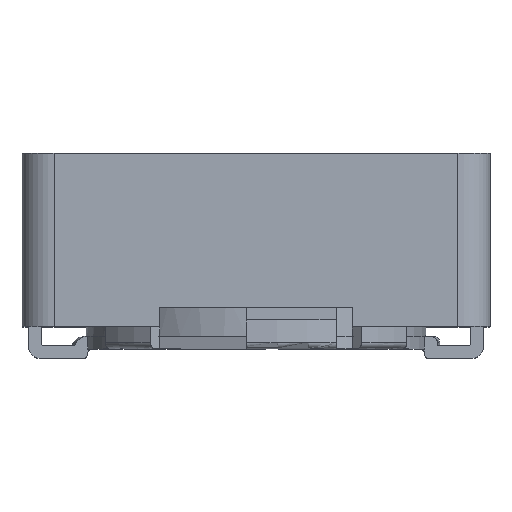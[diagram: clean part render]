
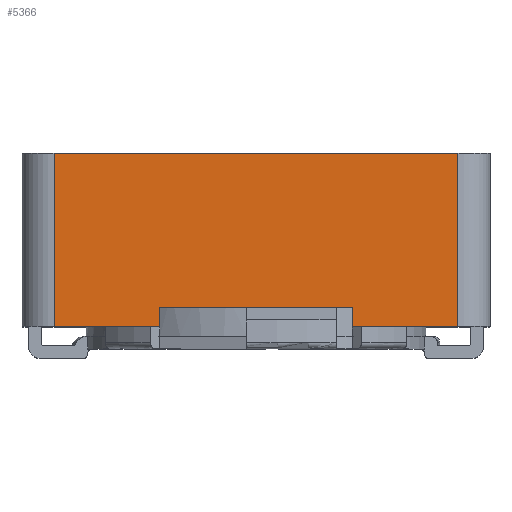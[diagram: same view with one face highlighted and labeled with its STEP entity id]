
A CAD part, top view. The second image highlights one B-rep face of the part: STEP entity #5366.
In plain terms, the highlighted planar face has unit normal (0, 0, 1).
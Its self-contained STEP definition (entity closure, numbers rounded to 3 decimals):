
#73 = VECTOR ( 'NONE', #6772, 1000. ) ;
#122 = CARTESIAN_POINT ( 'NONE',  ( 3.15, 0.15, 3.65 ) ) ;
#186 = ORIENTED_EDGE ( 'NONE', *, *, #3946, .T. ) ;
#402 = PLANE ( 'NONE',  #6702 ) ;
#564 = DIRECTION ( 'NONE',  ( 1., 0., 0. ) ) ;
#809 = DIRECTION ( 'NONE',  ( 0., -1., 0. ) ) ;
#920 = ORIENTED_EDGE ( 'NONE', *, *, #2725, .T. ) ;
#1067 = DIRECTION ( 'NONE',  ( 0., -1., 0. ) ) ;
#1137 = VECTOR ( 'NONE', #4487, 1000. ) ;
#1312 = CARTESIAN_POINT ( 'NONE',  ( -1.5, 0.45, 3.65 ) ) ;
#1518 = CARTESIAN_POINT ( 'NONE',  ( -3.15, 0.15, 3.65 ) ) ;
#1603 = VECTOR ( 'NONE', #564, 1000. ) ;
#1699 = EDGE_CURVE ( 'NONE', #2108, #9082, #2959, .T. ) ;
#1763 = CARTESIAN_POINT ( 'NONE',  ( -1.5, 0.45, 3.65 ) ) ;
#1824 = ORIENTED_EDGE ( 'NONE', *, *, #1699, .T. ) ;
#1828 = EDGE_CURVE ( 'NONE', #5152, #3155, #4447, .T. ) ;
#1840 = VECTOR ( 'NONE', #2506, 1000. ) ;
#1876 = EDGE_CURVE ( 'NONE', #4420, #5152, #7969, .T. ) ;
#2015 = CARTESIAN_POINT ( 'NONE',  ( 1.5, 0.45, 3.65 ) ) ;
#2108 = VERTEX_POINT ( 'NONE', #6805 ) ;
#2454 = LINE ( 'NONE', #1518, #1603 ) ;
#2506 = DIRECTION ( 'NONE',  ( 1., 0., 0. ) ) ;
#2717 = LINE ( 'NONE', #1763, #3943 ) ;
#2725 = EDGE_CURVE ( 'NONE', #9082, #3454, #2454, .T. ) ;
#2780 = ORIENTED_EDGE ( 'NONE', *, *, #1876, .F. ) ;
#2959 = LINE ( 'NONE', #2015, #3456 ) ;
#3155 = VERTEX_POINT ( 'NONE', #6593 ) ;
#3204 = DIRECTION ( 'NONE',  ( 0., 1., 0. ) ) ;
#3417 = CARTESIAN_POINT ( 'NONE',  ( -1.5, 0.15, 3.65 ) ) ;
#3454 = VERTEX_POINT ( 'NONE', #122 ) ;
#3456 = VECTOR ( 'NONE', #1067, 1000. ) ;
#3474 = CARTESIAN_POINT ( 'NONE',  ( -3.15, 2.85, 3.65 ) ) ;
#3943 = VECTOR ( 'NONE', #809, 1000. ) ;
#3946 = EDGE_CURVE ( 'NONE', #3454, #3155, #5180, .T. ) ;
#3990 = EDGE_CURVE ( 'NONE', #4420, #8491, #8730, .T. ) ;
#4193 = CARTESIAN_POINT ( 'NONE',  ( 3.15, 0.15, 3.65 ) ) ;
#4420 = VERTEX_POINT ( 'NONE', #6656 ) ;
#4447 = LINE ( 'NONE', #3474, #1840 ) ;
#4487 = DIRECTION ( 'NONE',  ( -1., 0., 0. ) ) ;
#4742 = CARTESIAN_POINT ( 'NONE',  ( 1.5, 0.15, 3.65 ) ) ;
#4749 = ORIENTED_EDGE ( 'NONE', *, *, #1828, .F. ) ;
#4850 = ORIENTED_EDGE ( 'NONE', *, *, #9095, .F. ) ;
#5152 = VERTEX_POINT ( 'NONE', #6322 ) ;
#5180 = LINE ( 'NONE', #4193, #8781 ) ;
#5366 = ADVANCED_FACE ( 'NONE', ( #5488 ), #402, .T. ) ;
#5482 = CARTESIAN_POINT ( 'NONE',  ( 1.5, 0.45, 3.65 ) ) ;
#5488 = FACE_OUTER_BOUND ( 'NONE', #6452, .T. ) ;
#5702 = VECTOR ( 'NONE', #6004, 1000. ) ;
#5937 = ORIENTED_EDGE ( 'NONE', *, *, #7495, .F. ) ;
#5965 = DIRECTION ( 'NONE',  ( 1., 0., 0. ) ) ;
#6004 = DIRECTION ( 'NONE',  ( 0., 1., 0. ) ) ;
#6322 = CARTESIAN_POINT ( 'NONE',  ( -3.15, 2.85, 3.65 ) ) ;
#6452 = EDGE_LOOP ( 'NONE', ( #8799, #5937, #4850, #1824, #920, #186, #4749, #2780 ) ) ;
#6453 = LINE ( 'NONE', #5482, #1137 ) ;
#6593 = CARTESIAN_POINT ( 'NONE',  ( 3.15, 2.85, 3.65 ) ) ;
#6656 = CARTESIAN_POINT ( 'NONE',  ( -3.15, 0.15, 3.65 ) ) ;
#6702 = AXIS2_PLACEMENT_3D ( 'NONE', #7936, #6952, #5965 ) ;
#6772 = DIRECTION ( 'NONE',  ( 1., 0., 0. ) ) ;
#6805 = CARTESIAN_POINT ( 'NONE',  ( 1.5, 0.45, 3.65 ) ) ;
#6952 = DIRECTION ( 'NONE',  ( 0., 0., 1. ) ) ;
#6994 = CARTESIAN_POINT ( 'NONE',  ( -3.15, 0.15, 3.65 ) ) ;
#7495 = EDGE_CURVE ( 'NONE', #9363, #8491, #2717, .T. ) ;
#7768 = CARTESIAN_POINT ( 'NONE',  ( -3.15, 0.15, 3.65 ) ) ;
#7936 = CARTESIAN_POINT ( 'NONE',  ( -3.15, 0.15, 3.65 ) ) ;
#7969 = LINE ( 'NONE', #6994, #5702 ) ;
#8491 = VERTEX_POINT ( 'NONE', #3417 ) ;
#8730 = LINE ( 'NONE', #7768, #73 ) ;
#8781 = VECTOR ( 'NONE', #3204, 1000. ) ;
#8799 = ORIENTED_EDGE ( 'NONE', *, *, #3990, .T. ) ;
#9082 = VERTEX_POINT ( 'NONE', #4742 ) ;
#9095 = EDGE_CURVE ( 'NONE', #2108, #9363, #6453, .T. ) ;
#9363 = VERTEX_POINT ( 'NONE', #1312 ) ;
